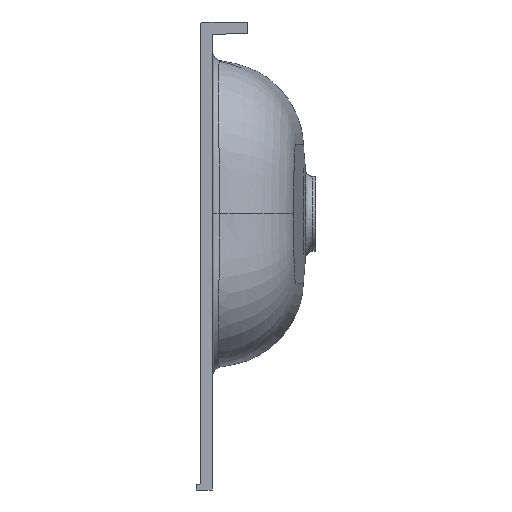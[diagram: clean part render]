
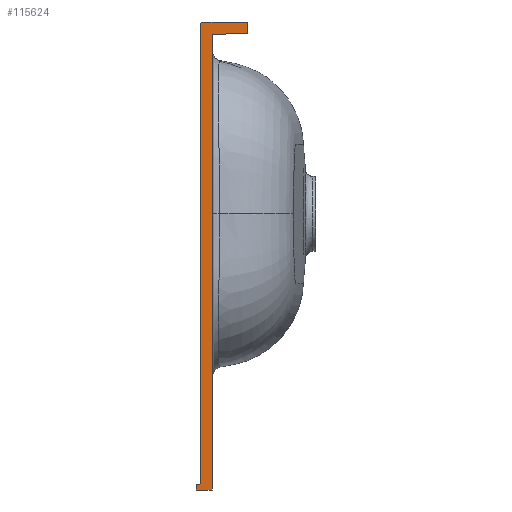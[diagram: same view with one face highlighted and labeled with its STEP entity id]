
A CAD part, left-side view. The second image highlights one B-rep face of the part: STEP entity #115624.
In plain terms, the highlighted free-form (B-spline) face has degree [1, 1] with [2, 2] control points.
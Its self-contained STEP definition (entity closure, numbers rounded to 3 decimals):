
#598 = VERTEX_POINT ( 'NONE', #31783 ) ;
#682 = B_SPLINE_CURVE_WITH_KNOTS ( 'NONE', 3,
 ( #86168, #77007, #114222, #67845, #61108, #62908, #61709, #108090, #72069, #26278 ),
 .UNSPECIFIED., .F., .F.,
 ( 4, 2, 2, 2, 4 ),
 ( 0., 0.393, 0.785, 1.178, 1.571 ),
 .UNSPECIFIED. ) ;
#1944 = ORIENTED_EDGE ( 'NONE', *, *, #41769, .F. ) ;
#2900 = CARTESIAN_POINT ( 'NONE',  ( -1250., -2., 205. ) ) ;
#5864 = CARTESIAN_POINT ( 'NONE',  ( -1250., -50., 193. ) ) ;
#6466 = CARTESIAN_POINT ( 'NONE',  ( -1250., 4.747, -289.992 ) ) ;
#6467 = CARTESIAN_POINT ( 'NONE',  ( -1250., -50., 205. ) ) ;
#7670 = CARTESIAN_POINT ( 'NONE',  ( -1250., 4.948, -290.477 ) ) ;
#7969 = ORIENTED_EDGE ( 'NONE', *, *, #120725, .T. ) ;
#8088 = B_SPLINE_CURVE_WITH_KNOTS ( 'NONE', 1,
 ( #102337, #102930 ),
 .UNSPECIFIED., .F., .F.,
 ( 2, 2 ),
 ( 0., 1. ),
 .UNSPECIFIED. ) ;
#8847 = EDGE_CURVE ( 'NONE', #67211, #598, #682, .T. ) ;
#11061 = ORIENTED_EDGE ( 'NONE', *, *, #31302, .F. ) ;
#11663 = ORIENTED_EDGE ( 'NONE', *, *, #19987, .T. ) ;
#14979 = CARTESIAN_POINT ( 'NONE',  ( -1250., 5., -295. ) ) ;
#15627 = CARTESIAN_POINT ( 'NONE',  ( -1250., 3.523, -289.052 ) ) ;
#16004 = CARTESIAN_POINT ( 'NONE',  ( -1250., -50., 193. ) ) ;
#17423 = CARTESIAN_POINT ( 'NONE',  ( -1250., 5., -291. ) ) ;
#17817 = EDGE_CURVE ( 'NONE', #36151, #62295, #101000, .T. ) ;
#18142 = B_SPLINE_CURVE_WITH_KNOTS ( 'NONE', 1,
 ( #115527, #31918 ),
 .UNSPECIFIED., .F., .F.,
 ( 2, 2 ),
 ( 0., 1. ),
 .UNSPECIFIED. ) ;
#19987 = EDGE_CURVE ( 'NONE', #52159, #27584, #35498, .T. ) ;
#22623 = CARTESIAN_POINT ( 'NONE',  ( -1250., 1.243, -289. ) ) ;
#25386 = CARTESIAN_POINT ( 'NONE',  ( -1250., 4.6, -289.772 ) ) ;
#26278 = CARTESIAN_POINT ( 'NONE',  ( -1250., 0., 203. ) ) ;
#26581 = CARTESIAN_POINT ( 'NONE',  ( -1250., 4.228, -289.4 ) ) ;
#27584 = VERTEX_POINT ( 'NONE', #59803 ) ;
#29112 = CARTESIAN_POINT ( 'NONE',  ( -1250., -50., 205. ) ) ;
#29709 = CARTESIAN_POINT ( 'NONE',  ( -1250., -2., 205. ) ) ;
#31177 = VERTEX_POINT ( 'NONE', #69436 ) ;
#31302 = EDGE_CURVE ( 'NONE', #83635, #598, #96658, .T. ) ;
#31783 = CARTESIAN_POINT ( 'NONE',  ( -1250., 0., 203. ) ) ;
#31784 = CARTESIAN_POINT ( 'NONE',  ( -1250., 3., -289. ) ) ;
#31918 = CARTESIAN_POINT ( 'NONE',  ( -1250., -12., -295. ) ) ;
#32910 = CARTESIAN_POINT ( 'NONE',  ( -1250., -50., 193. ) ) ;
#33848 = CARTESIAN_POINT ( 'NONE',  ( -1250., 5., 205. ) ) ;
#35498 = B_SPLINE_CURVE_WITH_KNOTS ( 'NONE', 3,
 ( #73576, #109603, #15627, #91301, #26581, #25386, #6466, #7670, #43689, #17423 ),
 .UNSPECIFIED., .F., .F.,
 ( 4, 2, 2, 2, 4 ),
 ( 0., 0.393, 0.785, 1.178, 1.571 ),
 .UNSPECIFIED. ) ;
#36151 = VERTEX_POINT ( 'NONE', #50984 ) ;
#38866 = CARTESIAN_POINT ( 'NONE',  ( -1250., -50., 205. ) ) ;
#40972 = ORIENTED_EDGE ( 'NONE', *, *, #8847, .T. ) ;
#41769 = EDGE_CURVE ( 'NONE', #52159, #83635, #60068, .T. ) ;
#43689 = CARTESIAN_POINT ( 'NONE',  ( -1250., 5., -290.737 ) ) ;
#50984 = CARTESIAN_POINT ( 'NONE',  ( -1250., -12., 191.673 ) ) ;
#52159 = VERTEX_POINT ( 'NONE', #103137 ) ;
#57468 = B_SPLINE_CURVE_WITH_KNOTS ( 'NONE', 1,
 ( #5864, #6467 ),
 .UNSPECIFIED., .F., .F.,
 ( 2, 2 ),
 ( 0., 1. ),
 .UNSPECIFIED. ) ;
#59803 = CARTESIAN_POINT ( 'NONE',  ( -1250., 5., -291. ) ) ;
#60068 =( BOUNDED_CURVE ( )  B_SPLINE_CURVE ( 3, ( #31784, #22623, #108053, #78177 ),
 .UNSPECIFIED., .F., .T. ) 
 B_SPLINE_CURVE_WITH_KNOTS ( ( 4, 4 ),
 ( -1.571, 0. ),
 .UNSPECIFIED. ) 
 CURVE ( )  GEOMETRIC_REPRESENTATION_ITEM ( )  RATIONAL_B_SPLINE_CURVE ( ( 1., 0.805, 0.805, 1. ) ) 
 REPRESENTATION_ITEM ( '' )  );
#61108 = CARTESIAN_POINT ( 'NONE',  ( -1250., -0.772, 204.6 ) ) ;
#61709 = CARTESIAN_POINT ( 'NONE',  ( -1250., -0.253, 204.008 ) ) ;
#62295 = VERTEX_POINT ( 'NONE', #32910 ) ;
#62908 = CARTESIAN_POINT ( 'NONE',  ( -1250., -0.4, 204.228 ) ) ;
#63714 = CARTESIAN_POINT ( 'NONE',  ( -1250., -50., 205. ) ) ;
#65906 = ORIENTED_EDGE ( 'NONE', *, *, #86427, .T. ) ;
#66093 = ORIENTED_EDGE ( 'NONE', *, *, #84223, .T. ) ;
#67211 = VERTEX_POINT ( 'NONE', #2900 ) ;
#67845 = CARTESIAN_POINT ( 'NONE',  ( -1250., -0.992, 204.747 ) ) ;
#69436 = CARTESIAN_POINT ( 'NONE',  ( -1250., -12., -295. ) ) ;
#70467 = CARTESIAN_POINT ( 'NONE',  ( -1250., 5., -295. ) ) ;
#71546 = CARTESIAN_POINT ( 'NONE',  ( -1250., -24.667, 192.115 ) ) ;
#72069 = CARTESIAN_POINT ( 'NONE',  ( -1250., 0., 203.263 ) ) ;
#73576 = CARTESIAN_POINT ( 'NONE',  ( -1250., 3., -289. ) ) ;
#74469 = VERTEX_POINT ( 'NONE', #109581 ) ;
#77007 = CARTESIAN_POINT ( 'NONE',  ( -1250., -1.737, 205. ) ) ;
#78177 = CARTESIAN_POINT ( 'NONE',  ( -1250., 0., -286. ) ) ;
#80477 = B_SPLINE_SURFACE_WITH_KNOTS ( 'NONE', 1, 1, ( 
 ( #110105, #70467 ),
 ( #63714, #33848 ) ),
 .UNSPECIFIED., .F., .F., .F.,
 ( 2, 2 ),
 ( 2, 2 ),
 ( 0., 1. ),
 ( 0., 1. ),
 .UNSPECIFIED. ) ;
#83635 = VERTEX_POINT ( 'NONE', #87062 ) ;
#83825 = VERTEX_POINT ( 'NONE', #29112 ) ;
#84223 = EDGE_CURVE ( 'NONE', #83825, #67211, #85132, .T. ) ;
#85132 = B_SPLINE_CURVE_WITH_KNOTS ( 'NONE', 1,
 ( #38866, #29709 ),
 .UNSPECIFIED., .F., .F.,
 ( 2, 2 ),
 ( 0., 1. ),
 .UNSPECIFIED. ) ;
#86168 = CARTESIAN_POINT ( 'NONE',  ( -1250., -2., 205. ) ) ;
#86427 = EDGE_CURVE ( 'NONE', #62295, #83825, #57468, .T. ) ;
#87062 = CARTESIAN_POINT ( 'NONE',  ( -1250., 0., -286. ) ) ;
#89588 = CARTESIAN_POINT ( 'NONE',  ( -1250., 0., 203. ) ) ;
#89877 = CARTESIAN_POINT ( 'NONE',  ( -1250., -12., 191.673 ) ) ;
#91301 = CARTESIAN_POINT ( 'NONE',  ( -1250., 4.008, -289.253 ) ) ;
#93995 = EDGE_CURVE ( 'NONE', #74469, #31177, #18142, .T. ) ;
#96526 = ORIENTED_EDGE ( 'NONE', *, *, #93995, .T. ) ;
#96658 = B_SPLINE_CURVE_WITH_KNOTS ( 'NONE', 1,
 ( #115816, #89588 ),
 .UNSPECIFIED., .F., .F.,
 ( 2, 2 ),
 ( 0., 1. ),
 .UNSPECIFIED. ) ;
#99629 = CARTESIAN_POINT ( 'NONE',  ( -1250., -37.333, 192.558 ) ) ;
#101000 = B_SPLINE_CURVE_WITH_KNOTS ( 'NONE', 3,
 ( #89877, #71546, #99629, #16004 ),
 .UNSPECIFIED., .F., .F.,
 ( 4, 4 ),
 ( 0., 1. ),
 .UNSPECIFIED. ) ;
#102337 = CARTESIAN_POINT ( 'NONE',  ( -1250., -12., -295. ) ) ;
#102930 = CARTESIAN_POINT ( 'NONE',  ( -1250., -12., 191.673 ) ) ;
#103131 = ORIENTED_EDGE ( 'NONE', *, *, #119368, .T. ) ;
#103137 = CARTESIAN_POINT ( 'NONE',  ( -1250., 3., -289. ) ) ;
#104030 = B_SPLINE_CURVE_WITH_KNOTS ( 'NONE', 1,
 ( #117506, #14979 ),
 .UNSPECIFIED., .F., .F.,
 ( 2, 2 ),
 ( 0., 1. ),
 .UNSPECIFIED. ) ;
#108053 = CARTESIAN_POINT ( 'NONE',  ( -1250., 0., -287.757 ) ) ;
#108090 = CARTESIAN_POINT ( 'NONE',  ( -1250., -0.052, 203.523 ) ) ;
#109581 = CARTESIAN_POINT ( 'NONE',  ( -1250., 5., -295. ) ) ;
#109603 = CARTESIAN_POINT ( 'NONE',  ( -1250., 3.263, -289. ) ) ;
#110105 = CARTESIAN_POINT ( 'NONE',  ( -1250., -50., -295. ) ) ;
#112469 = ORIENTED_EDGE ( 'NONE', *, *, #17817, .T. ) ;
#114222 = CARTESIAN_POINT ( 'NONE',  ( -1250., -1.477, 204.948 ) ) ;
#115527 = CARTESIAN_POINT ( 'NONE',  ( -1250., 5., -295. ) ) ;
#115624 = ADVANCED_FACE ( 'NONE', ( #117454 ), #80477, .T. ) ;
#115816 = CARTESIAN_POINT ( 'NONE',  ( -1250., 0., -286. ) ) ;
#117454 = FACE_OUTER_BOUND ( 'NONE', #119759, .T. ) ;
#117506 = CARTESIAN_POINT ( 'NONE',  ( -1250., 5., -291. ) ) ;
#119368 = EDGE_CURVE ( 'NONE', #31177, #36151, #8088, .T. ) ;
#119759 = EDGE_LOOP ( 'NONE', ( #40972, #11061, #1944, #11663, #7969, #96526, #103131, #112469, #65906, #66093 ) ) ;
#120725 = EDGE_CURVE ( 'NONE', #27584, #74469, #104030, .T. ) ;
